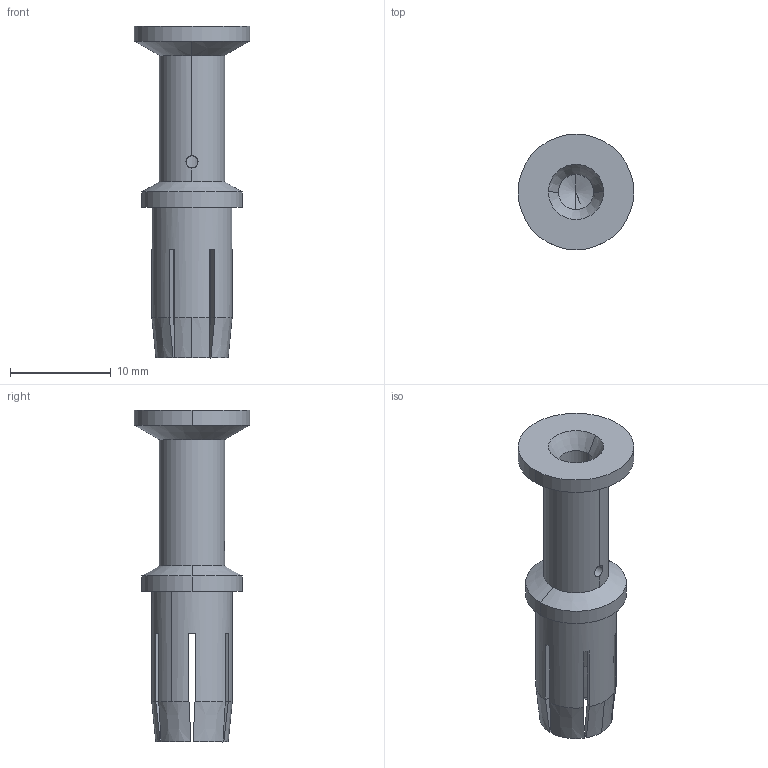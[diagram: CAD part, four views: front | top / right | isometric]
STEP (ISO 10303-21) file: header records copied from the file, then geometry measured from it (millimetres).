
FILE_DESCRIPTION(('Creo Elements/Direct Modeling STEP Export'),'2;1');
FILE_NAME('0ln7uvk52dn5ddd2288','2020-04-27T14:21:44',(''),(''),'Creo Elements/Direct Modeling STEP processor for AP214 (Solid Model)','Creo Elements/Direct Modeling 20.1B 02-Apr-2019 (C) Parametric Technology GmbH','');
FILE_SCHEMA(('AUTOMOTIVE_DESIGN { 1 0 10303 214 1 1 1 1 }'));
Length unit declared in the file: millimetre
Products named in the file (2): CX7FA_6.0
Assembly tree (1 placements, depth 2):
  CX7FA_6.0
    CX7FA_6.0
Bounding box: 11.5 x 11.5 x 33 mm (x, y, z)
Volume: 985.9 mm3; surface area: 1480.5 mm2
Topology: 1 solids, 1 shells, 84 faces, 232 edges, 147 vertices
Faces by surface type: cone 38, plane 32, cylinder 14
Entity records: 3792 total; most frequent: CARTESIAN_POINT 1668, ORIENTED_EDGE 456, DIRECTION 392, EDGE_CURVE 228, AXIS2_PLACEMENT_3D 158, VERTEX_POINT 147, EDGE_LOOP 87, FACE_OUTER_BOUND 84
